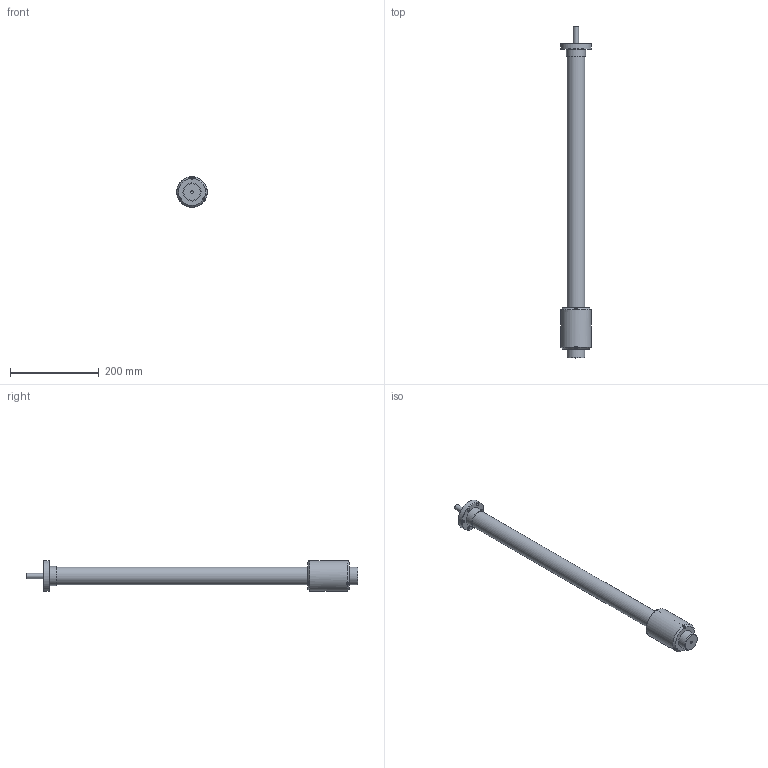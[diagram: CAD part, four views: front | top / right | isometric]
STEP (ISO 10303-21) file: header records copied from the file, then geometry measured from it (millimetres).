
FILE_DESCRIPTION(('FreeCAD Model'),'2;1');
FILE_NAME('615-MTP-0500-V2.step', '2017-08-10T09:49:16',('Author'),('Allectra GmbH'), 'Open CASCADE STEP processor 6.8','FreeCAD','Unknown');
FILE_SCHEMA(('AUTOMOTIVE_DESIGN_CC2 { 1 2 10303 214 -1 1 5 4 }'));
Length unit declared in the file: millimetre
Products named in the file (1): 615-MTP-0500-V2
Bounding box: 69.9 x 750 x 69.9 mm (x, y, z)
Volume: 1140422.7 mm3; surface area: 131591 mm2
Topology: 1 solids, 11 shells, 198 faces, 437 edges, 289 vertices
Faces by surface type: plane 99, cylinder 64, cone 22, torus 13
Full cylindrical faces by diameter (mm): 2.39 x6, 2.5 x4, 3 x12, 3.2 x6, 4.917 x1, 5.5 x6, 6 x3, 6.647 x1, 6.8 x6, 12 x3, 30 x1, 40 x2, 41 x2, 43 x1, 43.3 x1, 48.3 x1, 49 x2, 69 x1, 69.9 x1
Entity records: 19408 total; most frequent: CARTESIAN_POINT 9645, DIRECTION 1424, ORIENTED_EDGE 862, PCURVE 862, DEFINITIONAL_REPRESENTATION 862, LINE 544, VECTOR 544, EDGE_CURVE 431
